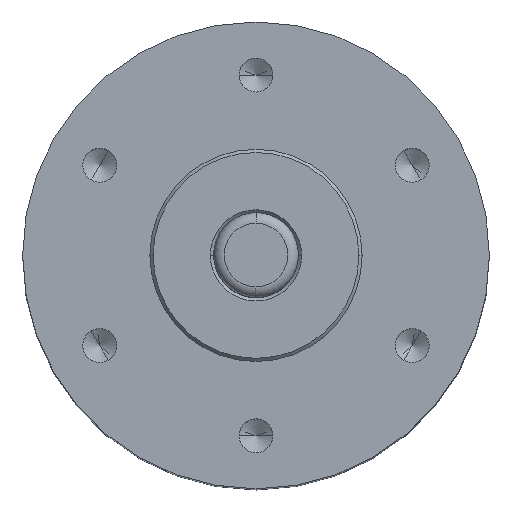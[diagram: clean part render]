
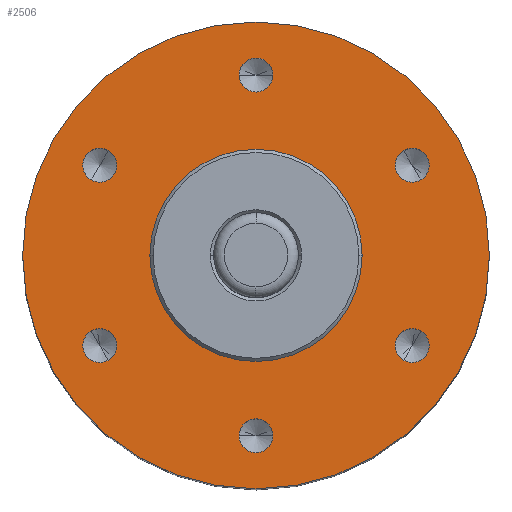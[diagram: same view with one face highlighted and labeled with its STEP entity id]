
A CAD part, top view. The second image highlights one B-rep face of the part: STEP entity #2506.
In plain terms, the highlighted planar face has unit normal (0, 0, 1).
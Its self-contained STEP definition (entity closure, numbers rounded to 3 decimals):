
#126=CARTESIAN_POINT('',(0.,0.,30.8));
#127=DIRECTION('',(0.,0.,1.));
#128=DIRECTION('',(0.,1.,0.));
#129=AXIS2_PLACEMENT_3D('',#126,#127,#128);
#131=CARTESIAN_POINT('',(0.,0.,30.8));
#132=DIRECTION('',(0.,0.,-1.));
#133=DIRECTION('',(0.,1.,0.));
#134=AXIS2_PLACEMENT_3D('',#131,#132,#133);
#136=CARTESIAN_POINT('',(0.,8.5,30.8));
#137=DIRECTION('',(0.,0.,1.));
#138=DIRECTION('',(-1.,0.,0.));
#139=AXIS2_PLACEMENT_3D('',#136,#137,#138);
#141=CARTESIAN_POINT('',(0.,8.5,30.8));
#142=DIRECTION('',(0.,0.,1.));
#143=DIRECTION('',(1.,0.,0.));
#144=AXIS2_PLACEMENT_3D('',#141,#142,#143);
#146=CARTESIAN_POINT('',(7.361,4.25,30.8));
#147=DIRECTION('',(0.,0.,1.));
#148=DIRECTION('',(-0.5,0.866,0.));
#149=AXIS2_PLACEMENT_3D('',#146,#147,#148);
#151=CARTESIAN_POINT('',(7.361,4.25,30.8));
#152=DIRECTION('',(0.,0.,1.));
#153=DIRECTION('',(0.5,-0.866,0.));
#154=AXIS2_PLACEMENT_3D('',#151,#152,#153);
#156=CARTESIAN_POINT('',(7.361,-4.25,30.8));
#157=DIRECTION('',(0.,0.,1.));
#158=DIRECTION('',(0.5,0.866,0.));
#159=AXIS2_PLACEMENT_3D('',#156,#157,#158);
#161=CARTESIAN_POINT('',(7.361,-4.25,30.8));
#162=DIRECTION('',(0.,0.,1.));
#163=DIRECTION('',(-0.5,-0.866,0.));
#164=AXIS2_PLACEMENT_3D('',#161,#162,#163);
#166=CARTESIAN_POINT('',(0.,-8.5,30.8));
#167=DIRECTION('',(0.,0.,1.));
#168=DIRECTION('',(1.,0.,0.));
#169=AXIS2_PLACEMENT_3D('',#166,#167,#168);
#171=CARTESIAN_POINT('',(0.,-8.5,30.8));
#172=DIRECTION('',(0.,0.,1.));
#173=DIRECTION('',(-1.,0.,0.));
#174=AXIS2_PLACEMENT_3D('',#171,#172,#173);
#176=CARTESIAN_POINT('',(-7.361,-4.25,30.8));
#177=DIRECTION('',(0.,0.,1.));
#178=DIRECTION('',(0.5,-0.866,0.));
#179=AXIS2_PLACEMENT_3D('',#176,#177,#178);
#181=CARTESIAN_POINT('',(-7.361,-4.25,30.8));
#182=DIRECTION('',(0.,0.,1.));
#183=DIRECTION('',(-0.5,0.866,0.));
#184=AXIS2_PLACEMENT_3D('',#181,#182,#183);
#186=CARTESIAN_POINT('',(-7.361,4.25,30.8));
#187=DIRECTION('',(0.,0.,1.));
#188=DIRECTION('',(-0.5,-0.866,0.));
#189=AXIS2_PLACEMENT_3D('',#186,#187,#188);
#191=CARTESIAN_POINT('',(-7.361,4.25,30.8));
#192=DIRECTION('',(0.,0.,1.));
#193=DIRECTION('',(0.5,0.866,0.));
#194=AXIS2_PLACEMENT_3D('',#191,#192,#193);
#196=CARTESIAN_POINT('',(0.,0.,30.8));
#197=DIRECTION('',(0.,0.,1.));
#198=DIRECTION('',(1.,0.,0.));
#199=AXIS2_PLACEMENT_3D('',#196,#197,#198);
#201=CARTESIAN_POINT('',(0.,0.,30.8));
#202=DIRECTION('',(0.,0.,1.));
#203=DIRECTION('',(-1.,0.,0.));
#204=AXIS2_PLACEMENT_3D('',#201,#202,#203);
#1837=CARTESIAN_POINT('',(0.,11.,30.8));
#1838=CARTESIAN_POINT('',(0.,-11.,30.8));
#1839=VERTEX_POINT('',#1837);
#1840=VERTEX_POINT('',#1838);
#1847=CARTESIAN_POINT('',(-0.8,8.5,30.8));
#1848=CARTESIAN_POINT('',(0.8,8.5,30.8));
#1849=VERTEX_POINT('',#1847);
#1850=VERTEX_POINT('',#1848);
#1857=CARTESIAN_POINT('',(6.961,4.943,30.8));
#1858=CARTESIAN_POINT('',(7.761,3.557,30.8));
#1859=VERTEX_POINT('',#1857);
#1860=VERTEX_POINT('',#1858);
#1867=CARTESIAN_POINT('',(7.761,-3.557,30.8));
#1868=CARTESIAN_POINT('',(6.961,-4.943,30.8));
#1869=VERTEX_POINT('',#1867);
#1870=VERTEX_POINT('',#1868);
#1877=CARTESIAN_POINT('',(0.8,-8.5,30.8));
#1878=CARTESIAN_POINT('',(-0.8,-8.5,30.8));
#1879=VERTEX_POINT('',#1877);
#1880=VERTEX_POINT('',#1878);
#1887=CARTESIAN_POINT('',(-6.961,-4.943,30.8));
#1888=CARTESIAN_POINT('',(-7.761,-3.557,30.8));
#1889=VERTEX_POINT('',#1887);
#1890=VERTEX_POINT('',#1888);
#1897=CARTESIAN_POINT('',(-7.761,3.557,30.8));
#1898=CARTESIAN_POINT('',(-6.961,4.943,30.8));
#1899=VERTEX_POINT('',#1897);
#1900=VERTEX_POINT('',#1898);
#1937=CARTESIAN_POINT('',(5.,0.,30.8));
#1938=CARTESIAN_POINT('',(-5.,0.,30.8));
#1939=VERTEX_POINT('',#1937);
#1940=VERTEX_POINT('',#1938);
#2455=CARTESIAN_POINT('',(0.,0.,30.8));
#2456=DIRECTION('',(0.,0.,-1.));
#2457=DIRECTION('',(0.,-1.,0.));
#2458=AXIS2_PLACEMENT_3D('',#2455,#2456,#2457);
#2459=PLANE('',#2458);
#2460=ORIENTED_EDGE('',*,*,#2448,.F.);
#2461=ORIENTED_EDGE('',*,*,#2425,.T.);
#2462=EDGE_LOOP('',(#2460,#2461));
#2463=FACE_OUTER_BOUND('',#2462,.F.);
#2465=ORIENTED_EDGE('',*,*,#2464,.T.);
#2467=ORIENTED_EDGE('',*,*,#2466,.T.);
#2468=EDGE_LOOP('',(#2465,#2467));
#2469=FACE_BOUND('',#2468,.F.);
#2471=ORIENTED_EDGE('',*,*,#2470,.T.);
#2473=ORIENTED_EDGE('',*,*,#2472,.T.);
#2474=EDGE_LOOP('',(#2471,#2473));
#2475=FACE_BOUND('',#2474,.F.);
#2477=ORIENTED_EDGE('',*,*,#2476,.T.);
#2479=ORIENTED_EDGE('',*,*,#2478,.T.);
#2480=EDGE_LOOP('',(#2477,#2479));
#2481=FACE_BOUND('',#2480,.F.);
#2483=ORIENTED_EDGE('',*,*,#2482,.T.);
#2485=ORIENTED_EDGE('',*,*,#2484,.T.);
#2486=EDGE_LOOP('',(#2483,#2485));
#2487=FACE_BOUND('',#2486,.F.);
#2489=ORIENTED_EDGE('',*,*,#2488,.T.);
#2491=ORIENTED_EDGE('',*,*,#2490,.T.);
#2492=EDGE_LOOP('',(#2489,#2491));
#2493=FACE_BOUND('',#2492,.F.);
#2495=ORIENTED_EDGE('',*,*,#2494,.T.);
#2497=ORIENTED_EDGE('',*,*,#2496,.T.);
#2498=EDGE_LOOP('',(#2495,#2497));
#2499=FACE_BOUND('',#2498,.F.);
#2501=ORIENTED_EDGE('',*,*,#2500,.T.);
#2503=ORIENTED_EDGE('',*,*,#2502,.T.);
#2504=EDGE_LOOP('',(#2501,#2503));
#2505=FACE_BOUND('',#2504,.F.);
#2506=ADVANCED_FACE('',(#2463,#2469,#2475,#2481,#2487,#2493,#2499,#2505),#2459,
.F.);
#130=CIRCLE('',#129,11.);
#135=CIRCLE('',#134,11.);
#140=CIRCLE('',#139,0.8);
#145=CIRCLE('',#144,0.8);
#150=CIRCLE('',#149,0.8);
#155=CIRCLE('',#154,0.8);
#160=CIRCLE('',#159,0.8);
#165=CIRCLE('',#164,0.8);
#170=CIRCLE('',#169,0.8);
#175=CIRCLE('',#174,0.8);
#180=CIRCLE('',#179,0.8);
#185=CIRCLE('',#184,0.8);
#190=CIRCLE('',#189,0.8);
#195=CIRCLE('',#194,0.8);
#200=CIRCLE('',#199,5.);
#205=CIRCLE('',#204,5.);
#2425=EDGE_CURVE('',#1839,#1840,#135,.T.);
#2448=EDGE_CURVE('',#1839,#1840,#130,.T.);
#2464=EDGE_CURVE('',#1849,#1850,#140,.T.);
#2466=EDGE_CURVE('',#1850,#1849,#145,.T.);
#2470=EDGE_CURVE('',#1859,#1860,#150,.T.);
#2472=EDGE_CURVE('',#1860,#1859,#155,.T.);
#2476=EDGE_CURVE('',#1869,#1870,#160,.T.);
#2478=EDGE_CURVE('',#1870,#1869,#165,.T.);
#2482=EDGE_CURVE('',#1879,#1880,#170,.T.);
#2484=EDGE_CURVE('',#1880,#1879,#175,.T.);
#2488=EDGE_CURVE('',#1889,#1890,#180,.T.);
#2490=EDGE_CURVE('',#1890,#1889,#185,.T.);
#2494=EDGE_CURVE('',#1899,#1900,#190,.T.);
#2496=EDGE_CURVE('',#1900,#1899,#195,.T.);
#2500=EDGE_CURVE('',#1939,#1940,#200,.T.);
#2502=EDGE_CURVE('',#1940,#1939,#205,.T.);
